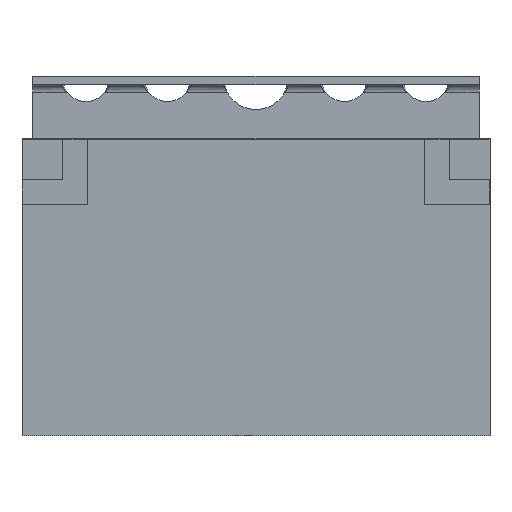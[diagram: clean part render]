
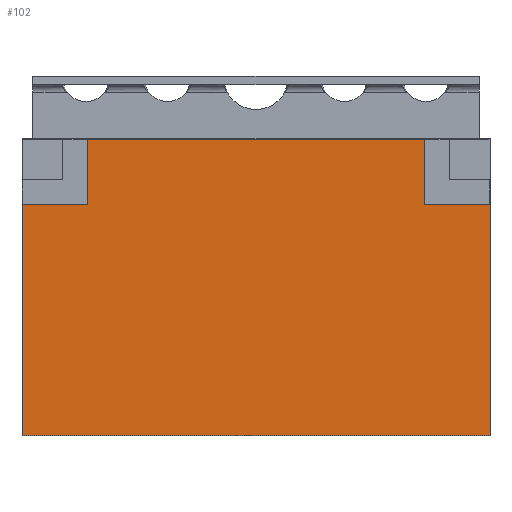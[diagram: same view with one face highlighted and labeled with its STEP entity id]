
A CAD part, front view. The second image highlights one B-rep face of the part: STEP entity #102.
In plain terms, the highlighted planar face has unit normal (0, -1, 0).
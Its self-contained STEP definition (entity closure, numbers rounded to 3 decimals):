
#102=ADVANCED_FACE('',(#4014),#4016,.F.);
#4014=FACE_BOUND('',#4015,.T.);
#4015=EDGE_LOOP('',(#11555,#11556,#11557,#11558,#11559,#11560,#11561,#11562));
#4016=PLANE('',#4017);
#4017=AXIS2_PLACEMENT_3D('',#4018,#4019,#4020);
#4018=CARTESIAN_POINT('',(-8.6,-2.6,10.9));
#4019=DIRECTION('',(0.,1.,0.));
#4020=DIRECTION('',(-1.,0.,0.));
#11555=ORIENTED_EDGE('',*,*,#13877,.F.);
#11556=ORIENTED_EDGE('',*,*,#13849,.F.);
#11557=ORIENTED_EDGE('',*,*,#13878,.F.);
#11558=ORIENTED_EDGE('',*,*,#13879,.F.);
#11559=ORIENTED_EDGE('',*,*,#13868,.T.);
#11560=ORIENTED_EDGE('',*,*,#13880,.T.);
#11561=ORIENTED_EDGE('',*,*,#13881,.F.);
#11562=ORIENTED_EDGE('',*,*,#13882,.F.);
#13849=EDGE_CURVE('',#15018,#15020,#15021,.T.);
#13868=EDGE_CURVE('',#15056,#15054,#15057,.T.);
#13877=EDGE_CURVE('',#15020,#15071,#15072,.T.);
#13878=EDGE_CURVE('',#15073,#15018,#15074,.T.);
#13879=EDGE_CURVE('',#15056,#15073,#15075,.T.);
#13880=EDGE_CURVE('',#15054,#15076,#15077,.T.);
#13881=EDGE_CURVE('',#15078,#15076,#15079,.T.);
#13882=EDGE_CURVE('',#15071,#15078,#15080,.T.);
#15018=VERTEX_POINT('',#16951);
#15020=VERTEX_POINT('',#16955);
#15021=LINE('',#16956,#16957);
#15054=VERTEX_POINT('',#17025);
#15056=VERTEX_POINT('',#17029);
#15057=LINE('',#17030,#17031);
#15071=VERTEX_POINT('',#17062);
#15072=LINE('',#17063,#17064);
#15073=VERTEX_POINT('',#17066);
#15074=LINE('',#17067,#17068);
#15075=LINE('',#17070,#17071);
#15076=VERTEX_POINT('',#17073);
#15077=LINE('',#17074,#17075);
#15078=VERTEX_POINT('',#17077);
#15079=LINE('',#17078,#17079);
#15080=LINE('',#17081,#17082);
#16951=CARTESIAN_POINT('',(-6.2,-2.6,10.9));
#16955=CARTESIAN_POINT('',(6.2,-2.6,10.9));
#16956=CARTESIAN_POINT('',(-6.2,-2.6,10.9));
#16957=VECTOR('',#16958,1.);
#16958=DIRECTION('',(1.,0.,0.));
#17025=CARTESIAN_POINT('',(-8.6,-2.6,0.));
#17029=CARTESIAN_POINT('',(-8.6,-2.6,8.5));
#17030=CARTESIAN_POINT('',(-8.6,-2.6,8.5));
#17031=VECTOR('',#17032,1.);
#17032=DIRECTION('',(0.,0.,-1.));
#17062=CARTESIAN_POINT('',(6.2,-2.6,8.5));
#17063=CARTESIAN_POINT('',(6.2,-2.6,10.9));
#17064=VECTOR('',#17065,1.);
#17065=DIRECTION('',(0.,0.,-1.));
#17066=CARTESIAN_POINT('',(-6.2,-2.6,8.5));
#17067=CARTESIAN_POINT('',(-6.2,-2.6,8.5));
#17068=VECTOR('',#17069,1.);
#17069=DIRECTION('',(0.,0.,1.));
#17070=CARTESIAN_POINT('',(-8.6,-2.6,8.5));
#17071=VECTOR('',#17072,1.);
#17072=DIRECTION('',(1.,0.,0.));
#17073=CARTESIAN_POINT('',(8.6,-2.6,0.));
#17074=CARTESIAN_POINT('',(-8.6,-2.6,0.));
#17075=VECTOR('',#17076,1.);
#17076=DIRECTION('',(1.,0.,0.));
#17077=CARTESIAN_POINT('',(8.6,-2.6,8.5));
#17078=CARTESIAN_POINT('',(8.6,-2.6,8.5));
#17079=VECTOR('',#17080,1.);
#17080=DIRECTION('',(0.,0.,-1.));
#17081=CARTESIAN_POINT('',(6.2,-2.6,8.5));
#17082=VECTOR('',#17083,1.);
#17083=DIRECTION('',(1.,0.,0.));
